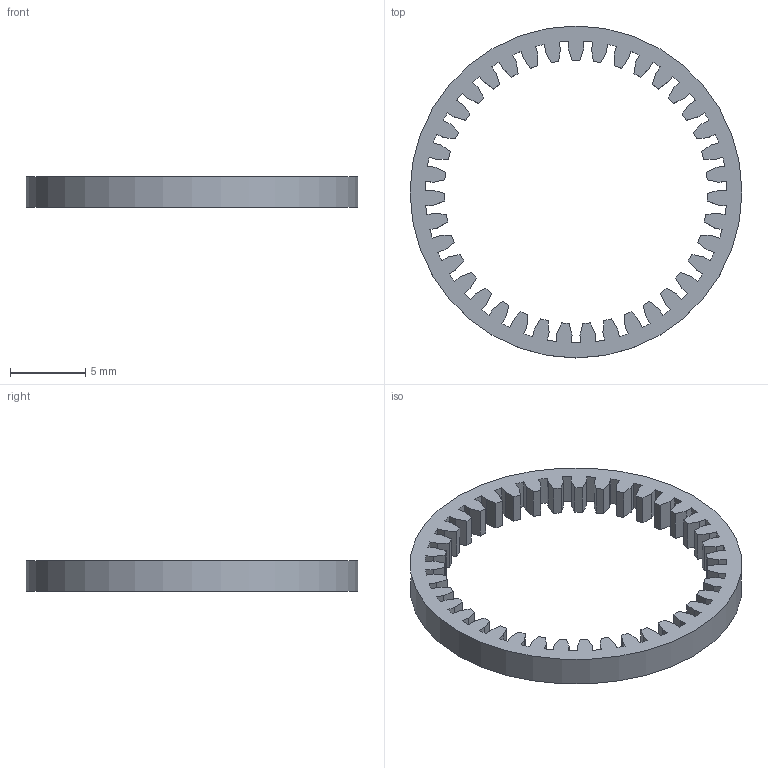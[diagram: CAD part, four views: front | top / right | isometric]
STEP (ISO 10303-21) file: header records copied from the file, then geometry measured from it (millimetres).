
FILE_DESCRIPTION(('HOOPS Exchange Step'),'2;1');
FILE_NAME('temp_export','2024-08-18T15:09:03+08:00',('sharma21'),('Shapr3D Limited'),'HOOPS Exchange 2024.2','Shapr3D','Authorized');
FILE_SCHEMA( ('AP242_MANAGED_MODEL_BASED_3D_ENGINEERING_MIM_LF {1 0 10303 442 1 1 4 }') );
Length unit declared in the file: millimetre
Products named in the file (1): root
Bounding box: 22 x 22 x 2 mm (x, y, z)
Volume: 216.4 mm3; surface area: 644.6 mm2
Topology: 1 solids, 1 shells, 237 faces, 707 edges, 472 vertices
Faces by surface type: plane 197, cylinder 40
Full cylindrical faces by diameter (mm): 22 x1
Entity records: 7919 total; most frequent: CARTESIAN_POINT 1418, ORIENTED_EDGE 1414, DIRECTION 1267, EDGE_CURVE 707, VECTOR 625, LINE 625, VERTEX_POINT 472, AXIS2_PLACEMENT_3D 321
